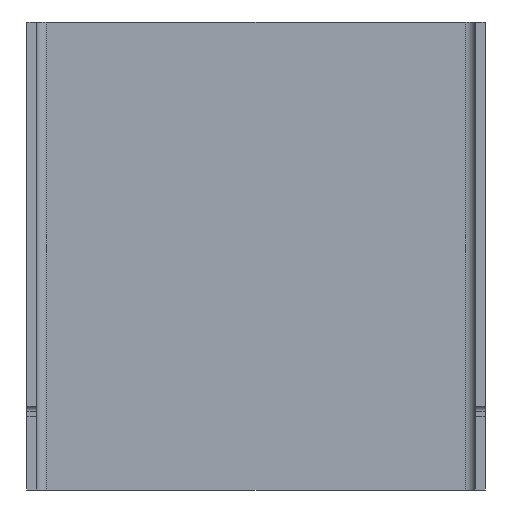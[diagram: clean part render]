
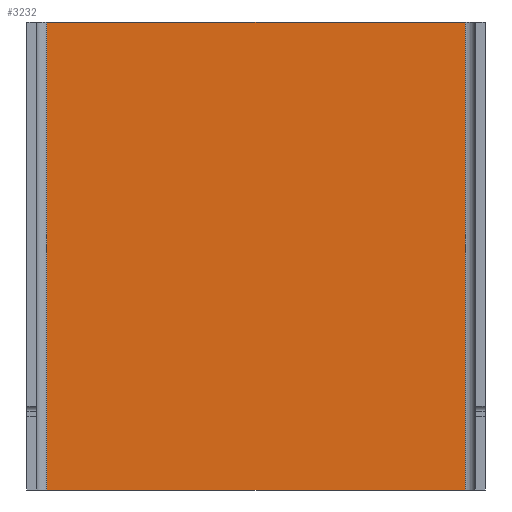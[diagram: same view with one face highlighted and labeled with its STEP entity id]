
A CAD part, front view. The second image highlights one B-rep face of the part: STEP entity #3232.
In plain terms, the highlighted planar face has unit normal (0, -1, 0).
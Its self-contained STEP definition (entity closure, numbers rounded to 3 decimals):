
#918=CARTESIAN_POINT('',(-210.,40.,469.5));
#919=VERTEX_POINT('',#918);
#927=CARTESIAN_POINT('',(210.,40.,469.5));
#928=VERTEX_POINT('',#927);
#929=CARTESIAN_POINT('',(-210.,40.,469.5));
#930=DIRECTION('',(1.,0.,0.));
#931=VECTOR('',#930,420.);
#932=LINE('',#929,#931);
#933=EDGE_CURVE('',#919,#928,#932,.T.);
#3164=CARTESIAN_POINT('',(210.,40.,0.));
#3165=VERTEX_POINT('',#3164);
#3173=CARTESIAN_POINT('',(210.,40.,469.5));
#3174=DIRECTION('',(0.,0.,-1.));
#3175=VECTOR('',#3174,469.5);
#3176=LINE('',#3173,#3175);
#3177=EDGE_CURVE('',#928,#3165,#3176,.T.);
#3191=CARTESIAN_POINT('',(-210.,40.,0.));
#3192=VERTEX_POINT('',#3191);
#3207=CARTESIAN_POINT('',(-210.,40.,0.));
#3208=DIRECTION('',(0.,0.,1.));
#3209=VECTOR('',#3208,469.5);
#3210=LINE('',#3207,#3209);
#3211=EDGE_CURVE('',#3192,#919,#3210,.T.);
#3216=CARTESIAN_POINT('',(0.,40.,234.75));
#3217=DIRECTION('',(-1.,0.,0.));
#3218=DIRECTION('',(0.,1.,0.));
#3219=AXIS2_PLACEMENT_3D('',#3216,#3218,#3217);
#3220=PLANE('',#3219);
#3221=ORIENTED_EDGE('',*,*,#3177,.T.);
#3222=CARTESIAN_POINT('',(-210.,40.,0.));
#3223=DIRECTION('',(1.,0.,0.));
#3224=VECTOR('',#3223,420.);
#3225=LINE('',#3222,#3224);
#3226=EDGE_CURVE('',#3192,#3165,#3225,.T.);
#3227=ORIENTED_EDGE('E275',*,*,#3226,.F.);
#3228=ORIENTED_EDGE('E275',*,*,#3211,.T.);
#3229=ORIENTED_EDGE('E275',*,*,#933,.T.);
#3230=EDGE_LOOP('',(#3221,#3227,#3228,#3229));
#3231=FACE_OUTER_BOUND('',#3230,.F.);
#3232=ADVANCED_FACE('F96',(#3231),#3220,.F.);
